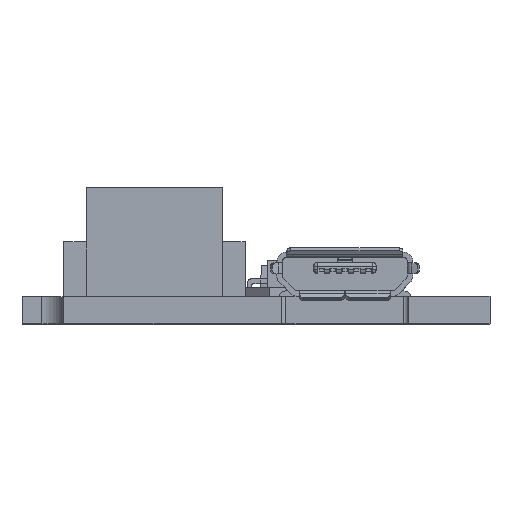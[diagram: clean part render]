
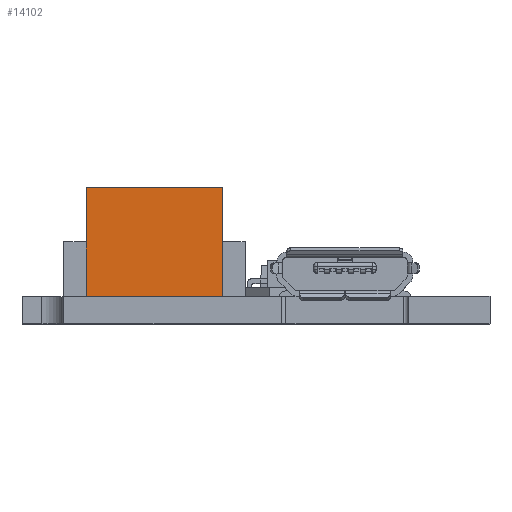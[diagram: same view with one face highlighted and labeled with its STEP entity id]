
A CAD part, top view. The second image highlights one B-rep face of the part: STEP entity #14102.
In plain terms, the highlighted planar face has unit normal (0, 0, 1).
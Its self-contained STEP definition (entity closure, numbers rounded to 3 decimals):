
#1369=FACE_OUTER_BOUND('',#2146,.T.);
#2146=EDGE_LOOP('',(#11999,#12000,#12001,#12002));
#3538=LINE('',#22413,#5164);
#3540=LINE('',#22417,#5166);
#3541=LINE('',#22419,#5167);
#3542=LINE('',#22420,#5168);
#5164=VECTOR('',#18335,10.);
#5166=VECTOR('',#18339,10.);
#5167=VECTOR('',#18340,10.);
#5168=VECTOR('',#18341,10.);
#6613=VERTEX_POINT('',#22410);
#6614=VERTEX_POINT('',#22412);
#6615=VERTEX_POINT('',#22416);
#6616=VERTEX_POINT('',#22418);
#8462=EDGE_CURVE('',#6614,#6613,#3538,.T.);
#8464=EDGE_CURVE('',#6615,#6614,#3540,.T.);
#8465=EDGE_CURVE('',#6616,#6613,#3541,.T.);
#8466=EDGE_CURVE('',#6615,#6616,#3542,.T.);
#11999=ORIENTED_EDGE('',*,*,#8464,.T.);
#12000=ORIENTED_EDGE('',*,*,#8462,.T.);
#12001=ORIENTED_EDGE('',*,*,#8465,.F.);
#12002=ORIENTED_EDGE('',*,*,#8466,.F.);
#13409=PLANE('',#15198);
#14102=ADVANCED_FACE('',(#1369),#13409,.T.);
#15198=AXIS2_PLACEMENT_3D('',#22415,#18337,#18338);
#18335=DIRECTION('',(0.,1.,0.));
#18337=DIRECTION('center_axis',(0.,0.,1.));
#18338=DIRECTION('ref_axis',(1.,0.,0.));
#18339=DIRECTION('',(1.,0.,0.));
#18340=DIRECTION('',(1.,0.,0.));
#18341=DIRECTION('',(0.,1.,0.));
#22410=CARTESIAN_POINT('',(-14.75,6.,0.));
#22412=CARTESIAN_POINT('',(-14.75,0.,0.));
#22413=CARTESIAN_POINT('',(-14.75,0.,0.));
#22415=CARTESIAN_POINT('Origin',(-22.25,0.,0.));
#22416=CARTESIAN_POINT('',(-22.25,0.,0.));
#22417=CARTESIAN_POINT('',(-22.25,0.,0.));
#22418=CARTESIAN_POINT('',(-22.25,6.,0.));
#22419=CARTESIAN_POINT('',(-22.25,6.,0.));
#22420=CARTESIAN_POINT('',(-22.25,0.,0.));
